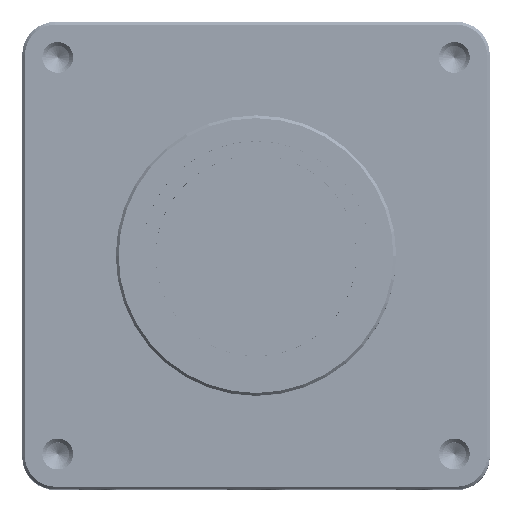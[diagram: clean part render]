
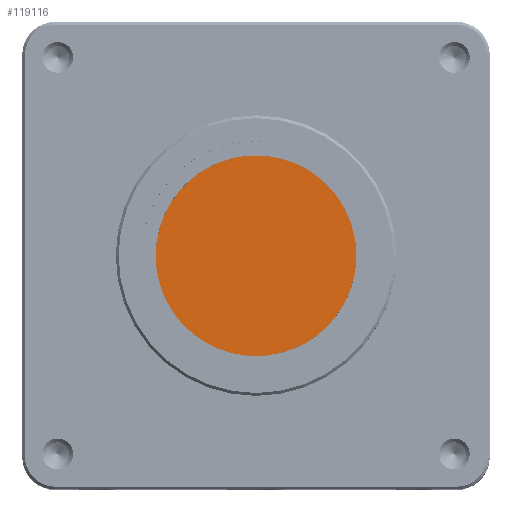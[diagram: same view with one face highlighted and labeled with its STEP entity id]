
A CAD part, top view. The second image highlights one B-rep face of the part: STEP entity #119116.
In plain terms, the highlighted face is planar.
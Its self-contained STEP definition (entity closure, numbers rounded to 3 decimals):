
#10196 = CIRCLE ( 'NONE', #155934, 11.9 ) ;
#14556 = EDGE_CURVE ( 'NONE', #154117, #33235, #10196, .T. ) ;
#16737 = CARTESIAN_POINT ( 'NONE',  ( 0., 0., -0.5 ) ) ;
#17735 = DIRECTION ( 'NONE',  ( 0., 0., 1. ) ) ;
#20320 = ORIENTED_EDGE ( 'NONE', *, *, #14556, .T. ) ;
#33235 = VERTEX_POINT ( 'NONE', #138798 ) ;
#39618 = DIRECTION ( 'NONE',  ( 1., 0., 0. ) ) ;
#40462 = CIRCLE ( 'NONE', #82265, 11.9 ) ;
#53051 = AXIS2_PLACEMENT_3D ( 'NONE', #16737, #17735, #39618 ) ;
#54183 = EDGE_LOOP ( 'NONE', ( #95278, #20320 ) ) ;
#57769 = DIRECTION ( 'NONE',  ( 0., 0., -1. ) ) ;
#82265 = AXIS2_PLACEMENT_3D ( 'NONE', #155944, #144306, #143794 ) ;
#94748 = CARTESIAN_POINT ( 'NONE',  ( -11.9, 0., -0.5 ) ) ;
#95278 = ORIENTED_EDGE ( 'NONE', *, *, #146035, .T. ) ;
#106015 = CARTESIAN_POINT ( 'NONE',  ( 0., 0., -0.5 ) ) ;
#107015 = DIRECTION ( 'NONE',  ( 1., 0., 0. ) ) ;
#113359 = PLANE ( 'NONE',  #53051 ) ;
#119116 = ADVANCED_FACE ( 'NONE', ( #120122 ), #113359, .F. ) ;
#120122 = FACE_OUTER_BOUND ( 'NONE', #54183, .T. ) ;
#138798 = CARTESIAN_POINT ( 'NONE',  ( 11.9, 0., -0.5 ) ) ;
#143794 = DIRECTION ( 'NONE',  ( 1., 0., 0. ) ) ;
#144306 = DIRECTION ( 'NONE',  ( 0., 0., -1. ) ) ;
#146035 = EDGE_CURVE ( 'NONE', #33235, #154117, #40462, .T. ) ;
#154117 = VERTEX_POINT ( 'NONE', #94748 ) ;
#155934 = AXIS2_PLACEMENT_3D ( 'NONE', #106015, #57769, #107015 ) ;
#155944 = CARTESIAN_POINT ( 'NONE',  ( 0., 0., -0.5 ) ) ;
